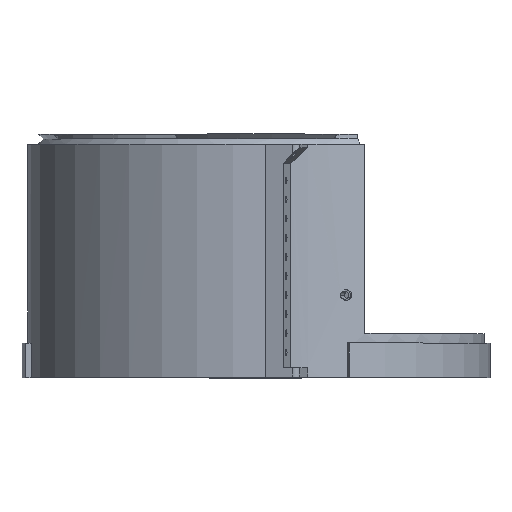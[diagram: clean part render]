
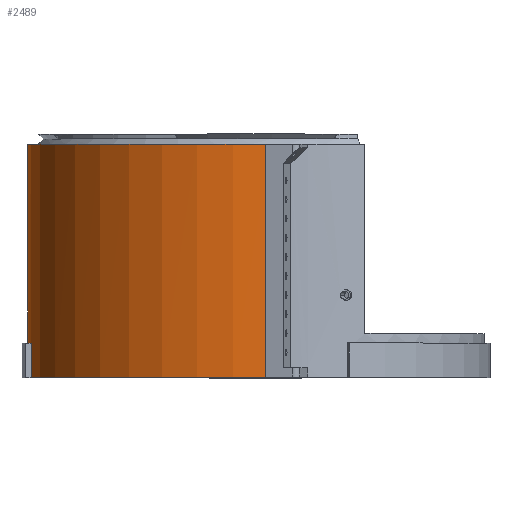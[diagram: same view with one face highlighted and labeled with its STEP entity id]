
A CAD part, top view. The second image highlights one B-rep face of the part: STEP entity #2489.
In plain terms, the highlighted cylindrical face has radius 119.361 mm (diameter 238.721 mm), a partial arc.
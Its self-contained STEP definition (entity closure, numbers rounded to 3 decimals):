
#715 = VERTEX_POINT ( 'NONE', #12992 ) ;
#1071 = CARTESIAN_POINT ( 'NONE',  ( -117.993, -6., 18.018 ) ) ;
#1572 = AXIS2_PLACEMENT_3D ( 'NONE', #7915, #1698, #13924 ) ;
#1698 = DIRECTION ( 'NONE',  ( 0., 1., 0. ) ) ;
#1815 = DIRECTION ( 'NONE',  ( 0., 1., 0. ) ) ;
#1817 = EDGE_CURVE ( 'NONE', #4844, #8987, #4568, .T. ) ;
#1916 = VECTOR ( 'NONE', #1815, 1000. ) ;
#2027 = ORIENTED_EDGE ( 'NONE', *, *, #3665, .F. ) ;
#2489 = ADVANCED_FACE ( 'NONE', ( #7821 ), #10617, .T. ) ;
#2503 = CIRCLE ( 'NONE', #11744, 119.361 ) ;
#2639 = ORIENTED_EDGE ( 'NONE', *, *, #14197, .F. ) ;
#2780 = VECTOR ( 'NONE', #4957, 1000. ) ;
#2879 = CIRCLE ( 'NONE', #1572, 119.361 ) ;
#3065 = DIRECTION ( 'NONE',  ( -1., 0., 0. ) ) ;
#3499 = VERTEX_POINT ( 'NONE', #16056 ) ;
#3665 = EDGE_CURVE ( 'NONE', #3783, #12488, #11169, .T. ) ;
#3708 = EDGE_CURVE ( 'NONE', #4844, #3499, #9881, .T. ) ;
#3758 = CARTESIAN_POINT ( 'NONE',  ( 7.47, 100., 119.127 ) ) ;
#3783 = VERTEX_POINT ( 'NONE', #14836 ) ;
#4167 = DIRECTION ( 'NONE',  ( 0., 1., 0. ) ) ;
#4291 = CARTESIAN_POINT ( 'NONE',  ( -119.361, 0., 0. ) ) ;
#4327 = DIRECTION ( 'NONE',  ( 0., -1., 0. ) ) ;
#4455 = LINE ( 'NONE', #4291, #1916 ) ;
#4568 = LINE ( 'NONE', #9611, #12910 ) ;
#4844 = VERTEX_POINT ( 'NONE', #1071 ) ;
#4957 = DIRECTION ( 'NONE',  ( 0., 1., 0. ) ) ;
#5070 = ORIENTED_EDGE ( 'NONE', *, *, #15973, .F. ) ;
#5394 = CARTESIAN_POINT ( 'NONE',  ( 0., -21.953, 0. ) ) ;
#6404 = EDGE_CURVE ( 'NONE', #715, #14753, #2503, .T. ) ;
#6577 = DIRECTION ( 'NONE',  ( -1., 0., 0. ) ) ;
#6655 = EDGE_CURVE ( 'NONE', #715, #8762, #11402, .T. ) ;
#6751 = DIRECTION ( 'NONE',  ( -1., 0., 0. ) ) ;
#7466 = VECTOR ( 'NONE', #4327, 1000. ) ;
#7821 = FACE_OUTER_BOUND ( 'NONE', #12256, .T. ) ;
#7915 = CARTESIAN_POINT ( 'NONE',  ( 0., -4., 0. ) ) ;
#7916 = CARTESIAN_POINT ( 'NONE',  ( -117.66, -4., 20.075 ) ) ;
#8762 = VERTEX_POINT ( 'NONE', #7916 ) ;
#8987 = VERTEX_POINT ( 'NONE', #13666 ) ;
#9372 = DIRECTION ( 'NONE',  ( 0., 1., 0. ) ) ;
#9611 = CARTESIAN_POINT ( 'NONE',  ( -117.993, -4., 18.018 ) ) ;
#9773 = DIRECTION ( 'NONE',  ( 0., 1., 0. ) ) ;
#9881 = CIRCLE ( 'NONE', #12253, 119.361 ) ;
#10319 = ORIENTED_EDGE ( 'NONE', *, *, #3708, .F. ) ;
#10543 = DIRECTION ( 'NONE',  ( 0., -1., 0. ) ) ;
#10617 = CYLINDRICAL_SURFACE ( 'NONE', #16219, 119.361 ) ;
#10702 = DIRECTION ( 'NONE',  ( 0., 0., -1. ) ) ;
#11169 = CIRCLE ( 'NONE', #12512, 119.361 ) ;
#11402 = LINE ( 'NONE', #13882, #2780 ) ;
#11692 = CARTESIAN_POINT ( 'NONE',  ( 0., 0., 0. ) ) ;
#11720 = ORIENTED_EDGE ( 'NONE', *, *, #6655, .F. ) ;
#11744 = AXIS2_PLACEMENT_3D ( 'NONE', #5394, #9372, #3065 ) ;
#12253 = AXIS2_PLACEMENT_3D ( 'NONE', #13946, #10543, #10702 ) ;
#12256 = EDGE_LOOP ( 'NONE', ( #5070, #10319, #15843, #14002, #11720, #15214, #2639, #2027 ) ) ;
#12488 = VERTEX_POINT ( 'NONE', #3758 ) ;
#12512 = AXIS2_PLACEMENT_3D ( 'NONE', #14031, #15773, #6751 ) ;
#12646 = EDGE_CURVE ( 'NONE', #8987, #8762, #2879, .T. ) ;
#12798 = CARTESIAN_POINT ( 'NONE',  ( 7.47, -21.953, 119.127 ) ) ;
#12910 = VECTOR ( 'NONE', #9773, 1000. ) ;
#12992 = CARTESIAN_POINT ( 'NONE',  ( -117.66, -21.953, 20.075 ) ) ;
#13093 = CARTESIAN_POINT ( 'NONE',  ( 7.47, 119.106, 119.127 ) ) ;
#13666 = CARTESIAN_POINT ( 'NONE',  ( -117.993, -4., 18.018 ) ) ;
#13882 = CARTESIAN_POINT ( 'NONE',  ( -117.66, -6., 20.075 ) ) ;
#13924 = DIRECTION ( 'NONE',  ( 0., 0., 1. ) ) ;
#13946 = CARTESIAN_POINT ( 'NONE',  ( 0., -6., 0. ) ) ;
#14002 = ORIENTED_EDGE ( 'NONE', *, *, #12646, .T. ) ;
#14031 = CARTESIAN_POINT ( 'NONE',  ( 0., 100., 0. ) ) ;
#14197 = EDGE_CURVE ( 'NONE', #12488, #14753, #15922, .T. ) ;
#14753 = VERTEX_POINT ( 'NONE', #12798 ) ;
#14836 = CARTESIAN_POINT ( 'NONE',  ( -119.361, 100., 0. ) ) ;
#15214 = ORIENTED_EDGE ( 'NONE', *, *, #6404, .T. ) ;
#15773 = DIRECTION ( 'NONE',  ( 0., 1., 0. ) ) ;
#15843 = ORIENTED_EDGE ( 'NONE', *, *, #1817, .T. ) ;
#15922 = LINE ( 'NONE', #13093, #7466 ) ;
#15973 = EDGE_CURVE ( 'NONE', #3499, #3783, #4455, .T. ) ;
#16056 = CARTESIAN_POINT ( 'NONE',  ( -119.361, -6., 0. ) ) ;
#16219 = AXIS2_PLACEMENT_3D ( 'NONE', #11692, #4167, #6577 ) ;
